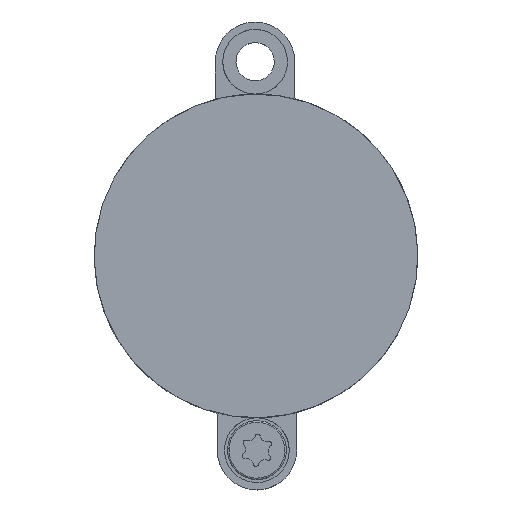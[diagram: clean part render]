
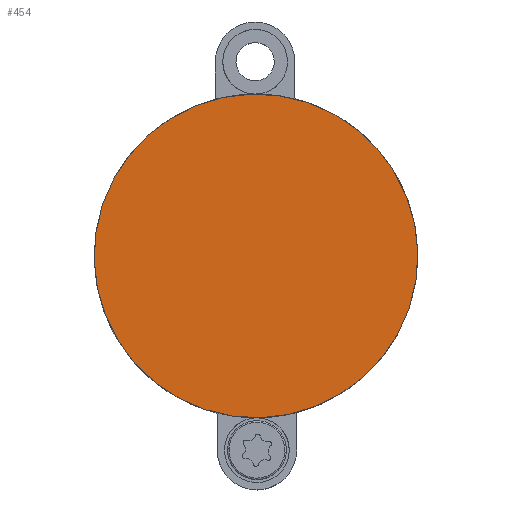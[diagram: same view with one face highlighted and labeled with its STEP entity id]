
A CAD part, top view. The second image highlights one B-rep face of the part: STEP entity #454.
In plain terms, the highlighted planar face has unit normal (0, 0, 1).
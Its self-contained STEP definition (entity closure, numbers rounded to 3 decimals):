
#289=AXIS2_PLACEMENT_3D('Circle Axis2P3D',#287,#288,$) ;
#339=AXIS2_PLACEMENT_3D('Circle Axis2P3D',#337,#338,$) ;
#448=AXIS2_PLACEMENT_3D('Plane Axis2P3D',#445,#446,#447) ;
#284=CARTESIAN_POINT('Vertex',(51.694,26.677,41.3)) ;
#287=CARTESIAN_POINT('Axis2P3D Location',(27.5,39.75,41.3)) ;
#291=CARTESIAN_POINT('Vertex',(3.306,52.822,41.3)) ;
#337=CARTESIAN_POINT('Axis2P3D Location',(27.5,39.75,41.3)) ;
#445=CARTESIAN_POINT('Axis2P3D Location',(0.,39.622,41.3)) ;
#288=DIRECTION('Axis2P3D Direction',(0.,0.,-1.)) ;
#338=DIRECTION('Axis2P3D Direction',(0.,0.,-1.)) ;
#446=DIRECTION('Axis2P3D Direction',(0.,0.,-1.)) ;
#447=DIRECTION('Axis2P3D XDirection',(-1.,-0.005,0.)) ;
#451=ORIENTED_EDGE('',*,*,#341,.F.) ;
#452=ORIENTED_EDGE('',*,*,#293,.F.) ;
#454=ADVANCED_FACE('HDC_HP_GHDE_550A_1P.1\\Koerper.2',(#453),#449,.F.) ;
#290=CIRCLE('generated circle',#289,27.5) ;
#340=CIRCLE('generated circle',#339,27.5) ;
#293=EDGE_CURVE('',#285,#292,#290,.T.) ;
#341=EDGE_CURVE('',#292,#285,#340,.T.) ;
#450=EDGE_LOOP('',(#451,#452)) ;
#453=FACE_OUTER_BOUND('',#450,.T.) ;
#449=PLANE('',#448) ;
#285=VERTEX_POINT('',#284) ;
#292=VERTEX_POINT('',#291) ;
